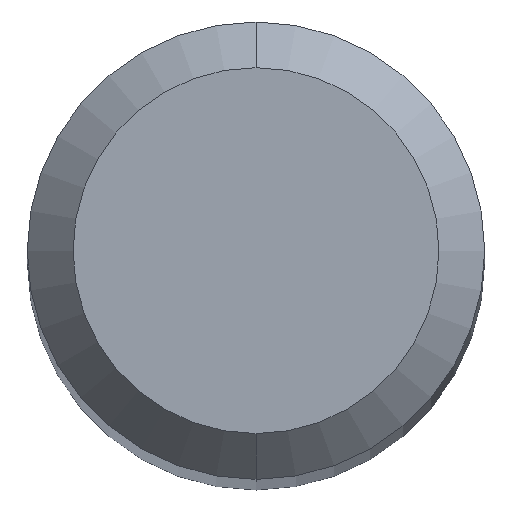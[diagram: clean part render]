
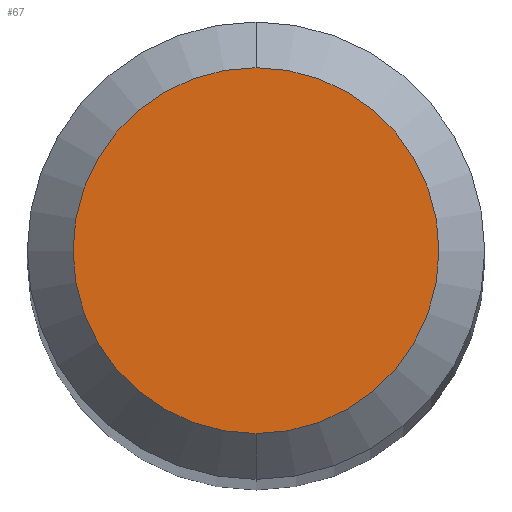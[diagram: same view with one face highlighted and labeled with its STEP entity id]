
A CAD part, top view. The second image highlights one B-rep face of the part: STEP entity #67.
In plain terms, the highlighted planar face has unit normal (0, 0, 1).
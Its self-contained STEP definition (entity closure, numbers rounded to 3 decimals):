
#1 = VERTEX_POINT ( 'NONE', #19 ) ;
#2 = EDGE_CURVE ( 'NONE', #176, #1, #118, .T. ) ;
#7 = DIRECTION ( 'NONE',  ( 0., 1., 0. ) ) ;
#13 = AXIS2_PLACEMENT_3D ( 'NONE', #205, #161, #68 ) ;
#19 = CARTESIAN_POINT ( 'NONE',  ( 0., -3.81, 0. ) ) ;
#24 = FACE_OUTER_BOUND ( 'NONE', #170, .T. ) ;
#41 = CARTESIAN_POINT ( 'NONE',  ( 0., 0., 0. ) ) ;
#51 = EDGE_CURVE ( 'NONE', #1, #176, #158, .T. ) ;
#67 = ADVANCED_FACE ( 'NONE', ( #24 ), #178, .F. ) ;
#68 = DIRECTION ( 'NONE',  ( 0., 1., 0. ) ) ;
#73 = AXIS2_PLACEMENT_3D ( 'NONE', #125, #185, #111 ) ;
#93 = AXIS2_PLACEMENT_3D ( 'NONE', #41, #122, #7 ) ;
#111 = DIRECTION ( 'NONE',  ( 0., 1., 0. ) ) ;
#118 = CIRCLE ( 'NONE', #93, 3.81 ) ;
#122 = DIRECTION ( 'NONE',  ( 0., 0., 1. ) ) ;
#125 = CARTESIAN_POINT ( 'NONE',  ( 0., 0., 0. ) ) ;
#158 = CIRCLE ( 'NONE', #73, 3.81 ) ;
#160 = CARTESIAN_POINT ( 'NONE',  ( 0., 3.81, 0. ) ) ;
#161 = DIRECTION ( 'NONE',  ( 0., 0., -1. ) ) ;
#162 = ORIENTED_EDGE ( 'NONE', *, *, #51, .T. ) ;
#170 = EDGE_LOOP ( 'NONE', ( #196, #162 ) ) ;
#176 = VERTEX_POINT ( 'NONE', #160 ) ;
#178 = PLANE ( 'NONE',  #13 ) ;
#185 = DIRECTION ( 'NONE',  ( 0., 0., 1. ) ) ;
#196 = ORIENTED_EDGE ( 'NONE', *, *, #2, .T. ) ;
#205 = CARTESIAN_POINT ( 'NONE',  ( 0., 4.762, 0. ) ) ;
